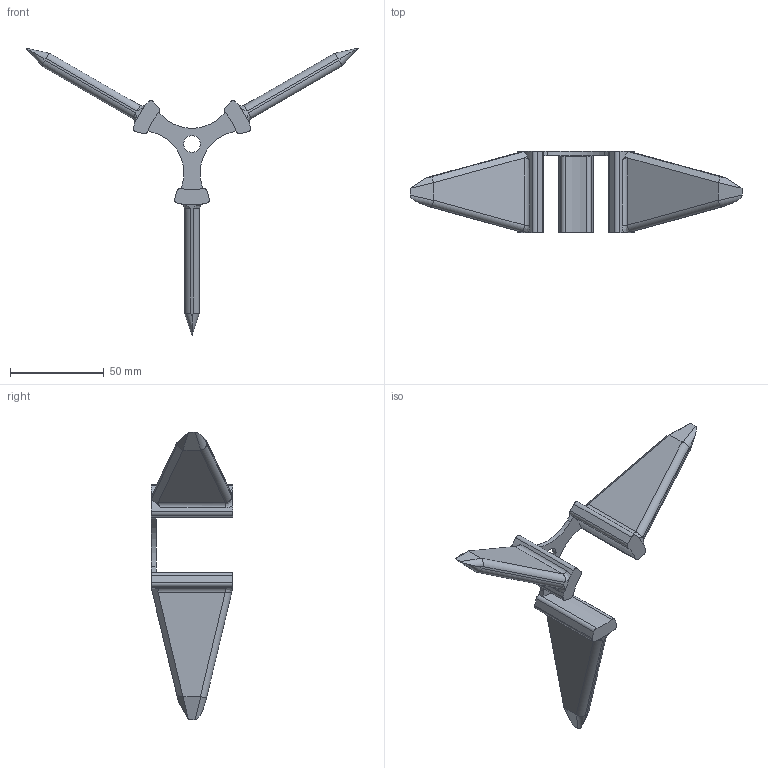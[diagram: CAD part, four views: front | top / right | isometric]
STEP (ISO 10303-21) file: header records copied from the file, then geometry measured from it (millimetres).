
FILE_DESCRIPTION(/* description */ (''),/* implementation_level */ '2;1');
FILE_NAME(/* name */ 'DownHolderA v7.step',/* time_stamp */ '2023-09-28T22:46:10-04:00',/* author */ (''),/* organization */ (''),/* preprocessor_version */ 'ST-DEVELOPER v20',/* originating_system */ 'Autodesk Translation Framework v12.14.0.127',/* authorisation */ '');
FILE_SCHEMA (('AUTOMOTIVE_DESIGN { 1 0 10303 214 3 1 1 }'));
Length unit declared in the file: millimetre
Products named in the file (1): DownHolderA
Bounding box: 177.54 x 43.5 x 153.75 mm (x, y, z)
Volume: 59937.6 mm3; surface area: 20496.9 mm2
Topology: 1 solids, 1 shells, 96 faces, 264 edges, 170 vertices
Faces by surface type: plane 47, cylinder 43, bspline 6
Full cylindrical faces by diameter (mm): 9 x1
Entity records: 3313 total; most frequent: CARTESIAN_POINT 831, ORIENTED_EDGE 528, DIRECTION 511, EDGE_CURVE 264, AXIS2_PLACEMENT_3D 180, VERTEX_POINT 170, LINE 151, VECTOR 151
